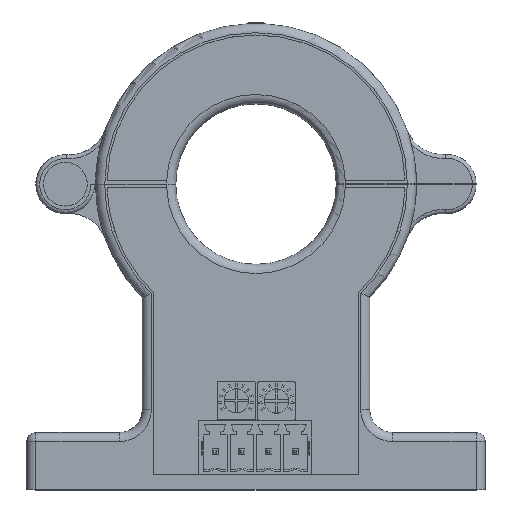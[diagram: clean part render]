
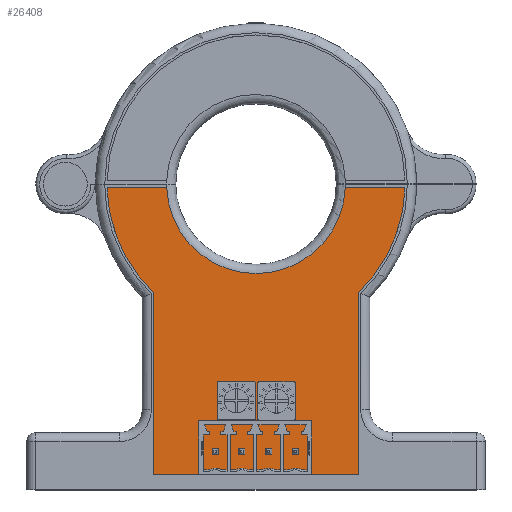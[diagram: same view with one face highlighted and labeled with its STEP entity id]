
A CAD part, top view. The second image highlights one B-rep face of the part: STEP entity #26408.
In plain terms, the highlighted planar face has unit normal (0, 0, 1).
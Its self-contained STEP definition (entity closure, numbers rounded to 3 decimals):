
#240 = VERTEX_POINT ( 'NONE', #22795 ) ;
#495 = EDGE_CURVE ( 'NONE', #16341, #4894, #21130, .T. ) ;
#784 = EDGE_CURVE ( 'NONE', #17091, #18002, #22924, .T. ) ;
#1734 = LINE ( 'NONE', #21786, #19757 ) ;
#2518 = EDGE_CURVE ( 'NONE', #240, #5456, #11351, .T. ) ;
#3598 = CARTESIAN_POINT ( 'NONE',  ( 5.88, -4.268, 7. ) ) ;
#3635 = CARTESIAN_POINT ( 'NONE',  ( 25.374, -3.768, 7. ) ) ;
#4206 = ORIENTED_EDGE ( 'NONE', *, *, #2518, .T. ) ;
#4894 = VERTEX_POINT ( 'NONE', #14144 ) ;
#5456 = VERTEX_POINT ( 'NONE', #24614 ) ;
#5961 = AXIS2_PLACEMENT_3D ( 'NONE', #30897, #16101, #26130 ) ;
#6653 = AXIS2_PLACEMENT_3D ( 'NONE', #29095, #19064, #8550 ) ;
#7676 = ORIENTED_EDGE ( 'NONE', *, *, #784, .T. ) ;
#8550 = DIRECTION ( 'NONE',  ( 1., 0., 0. ) ) ;
#8634 = DIRECTION ( 'NONE',  ( -1., 0., 0. ) ) ;
#9309 = AXIS2_PLACEMENT_3D ( 'NONE', #3635, #30915, #13662 ) ;
#9403 = FACE_OUTER_BOUND ( 'NONE', #11195, .T. ) ;
#9521 = CARTESIAN_POINT ( 'NONE',  ( 38.774, -41.768, 7. ) ) ;
#9895 = ORIENTED_EDGE ( 'NONE', *, *, #26636, .T. ) ;
#11195 = EDGE_LOOP ( 'NONE', ( #26634, #24562, #23105, #19781, #11363, #4206, #9895, #7676 ) ) ;
#11351 = LINE ( 'NONE', #21397, #21910 ) ;
#11363 = ORIENTED_EDGE ( 'NONE', *, *, #23859, .T. ) ;
#12010 = CARTESIAN_POINT ( 'NONE',  ( 11.974, -41.768, 7. ) ) ;
#13662 = DIRECTION ( 'NONE',  ( 1., 0., 0. ) ) ;
#14016 = CARTESIAN_POINT ( 'NONE',  ( 25.374, -3.768, 7. ) ) ;
#14144 = CARTESIAN_POINT ( 'NONE',  ( 37.063, -4.268, 7. ) ) ;
#15003 = VECTOR ( 'NONE', #24985, 1000. ) ;
#15880 = EDGE_CURVE ( 'NONE', #18002, #16341, #25593, .T. ) ;
#16101 = DIRECTION ( 'NONE',  ( 0., 0., 1. ) ) ;
#16167 = VERTEX_POINT ( 'NONE', #3598 ) ;
#16341 = VERTEX_POINT ( 'NONE', #28896 ) ;
#16855 = DIRECTION ( 'NONE',  ( -1., 0., 0. ) ) ;
#17091 = VERTEX_POINT ( 'NONE', #9521 ) ;
#17465 = VERTEX_POINT ( 'NONE', #31846 ) ;
#18002 = VERTEX_POINT ( 'NONE', #19474 ) ;
#19064 = DIRECTION ( 'NONE',  ( 0., 0., 1. ) ) ;
#19474 = CARTESIAN_POINT ( 'NONE',  ( 38.774, -17.935, 7. ) ) ;
#19619 = CIRCLE ( 'NONE', #5961, 19.5 ) ;
#19757 = VECTOR ( 'NONE', #16855, 1000. ) ;
#19781 = ORIENTED_EDGE ( 'NONE', *, *, #28603, .T. ) ;
#20239 = VECTOR ( 'NONE', #8634, 1000. ) ;
#20595 = DIRECTION ( 'NONE',  ( 0., 1., 0. ) ) ;
#21130 = LINE ( 'NONE', #31157, #20239 ) ;
#21397 = CARTESIAN_POINT ( 'NONE',  ( 11.974, -17.935, 7. ) ) ;
#21786 = CARTESIAN_POINT ( 'NONE',  ( 13.684, -4.268, 7. ) ) ;
#21910 = VECTOR ( 'NONE', #31424, 1000. ) ;
#22795 = CARTESIAN_POINT ( 'NONE',  ( 11.974, -17.935, 7. ) ) ;
#22924 = LINE ( 'NONE', #31115, #23834 ) ;
#23105 = ORIENTED_EDGE ( 'NONE', *, *, #30282, .F. ) ;
#23399 = AXIS2_PLACEMENT_3D ( 'NONE', #14016, #26654, #26804 ) ;
#23834 = VECTOR ( 'NONE', #20595, 1000. ) ;
#23859 = EDGE_CURVE ( 'NONE', #16167, #240, #19619, .T. ) ;
#24562 = ORIENTED_EDGE ( 'NONE', *, *, #495, .T. ) ;
#24614 = CARTESIAN_POINT ( 'NONE',  ( 11.974, -41.768, 7. ) ) ;
#24985 = DIRECTION ( 'NONE',  ( 1., 0., 0. ) ) ;
#25593 = CIRCLE ( 'NONE', #9309, 19.5 ) ;
#26130 = DIRECTION ( 'NONE',  ( 1., 0., 0. ) ) ;
#26408 = ADVANCED_FACE ( 'NONE', ( #9403 ), #29114, .T. ) ;
#26634 = ORIENTED_EDGE ( 'NONE', *, *, #15880, .T. ) ;
#26636 = EDGE_CURVE ( 'NONE', #5456, #17091, #32205, .T. ) ;
#26654 = DIRECTION ( 'NONE',  ( 0., 0., 1. ) ) ;
#26804 = DIRECTION ( 'NONE',  ( 1., 0., 0. ) ) ;
#28603 = EDGE_CURVE ( 'NONE', #17465, #16167, #1734, .T. ) ;
#28896 = CARTESIAN_POINT ( 'NONE',  ( 44.867, -4.268, 7. ) ) ;
#29095 = CARTESIAN_POINT ( 'NONE',  ( 25.374, -3.768, 7. ) ) ;
#29114 = PLANE ( 'NONE',  #23399 ) ;
#29751 = CIRCLE ( 'NONE', #6653, 11.7 ) ;
#30282 = EDGE_CURVE ( 'NONE', #17465, #4894, #29751, .T. ) ;
#30897 = CARTESIAN_POINT ( 'NONE',  ( 25.374, -3.768, 7. ) ) ;
#30915 = DIRECTION ( 'NONE',  ( 0., 0., 1. ) ) ;
#31115 = CARTESIAN_POINT ( 'NONE',  ( 38.774, -41.768, 7. ) ) ;
#31157 = CARTESIAN_POINT ( 'NONE',  ( 44.867, -4.268, 7. ) ) ;
#31424 = DIRECTION ( 'NONE',  ( 0., -1., 0. ) ) ;
#31846 = CARTESIAN_POINT ( 'NONE',  ( 13.684, -4.268, 7. ) ) ;
#32205 = LINE ( 'NONE', #12010, #15003 ) ;
